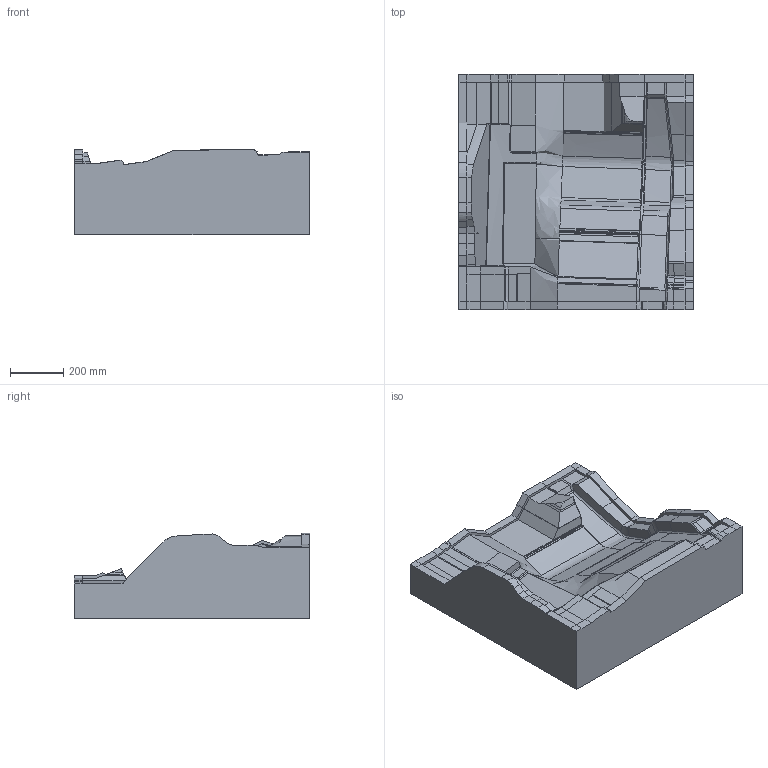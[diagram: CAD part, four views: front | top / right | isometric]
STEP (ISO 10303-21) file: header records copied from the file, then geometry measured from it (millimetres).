
FILE_DESCRIPTION(/* description */ (''),/* implementation_level */ '2;1');
FILE_NAME(/* name */ 'MOLDE PONT LD DUTO.stp',/* time_stamp */ '2021-09-10T14:53:13-03:00',/* author */ (''),/* organization */ (''),/* preprocessor_version */ 'ST-DEVELOPER v16.7',/* originating_system */ 'SIEMENS PLM Software NX 1872',/* authorisation */ '');
FILE_SCHEMA (('AUTOMOTIVE_DESIGN { 1 0 10303 214 3 1 1 1 }'));
Length unit declared in the file: millimetre
Products named in the file (1): babi0820A6822dj9
Bounding box: 879.01 x 883.14 x 321.09 mm (x, y, z)
Volume: 126607144 mm3; surface area: 2593965.1 mm2
Topology: 1 solids, 1 shells, 382 faces, 1040 edges, 653 vertices
Faces by surface type: bspline 124, plane 102, extrusion 80, cylinder 60, torus 8, sphere 6, cone 2
Entity records: 19330 total; most frequent: CARTESIAN_POINT 11098, ORIENTED_EDGE 2060, DIRECTION 1109, EDGE_CURVE 1030, VERTEX_POINT 650, B_SPLINE_CURVE_WITH_KNOTS 584, VECTOR 451, ADVANCED_FACE 382
